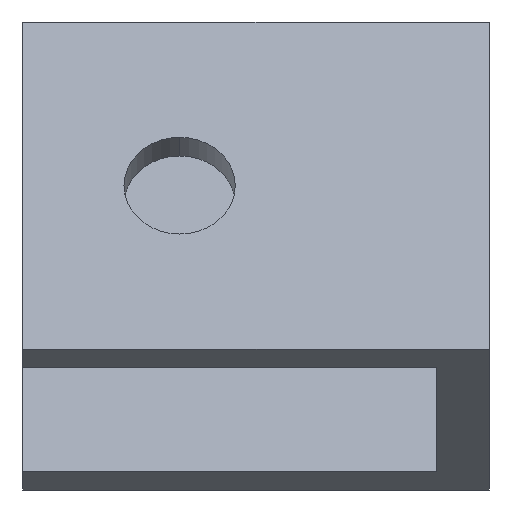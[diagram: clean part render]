
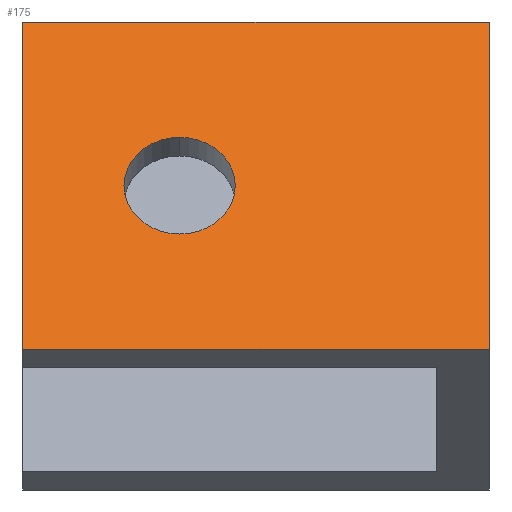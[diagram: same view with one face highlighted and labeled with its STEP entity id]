
A CAD part, top view. The second image highlights one B-rep face of the part: STEP entity #175.
In plain terms, the highlighted planar face has unit normal (0, 0.493, 0.87).
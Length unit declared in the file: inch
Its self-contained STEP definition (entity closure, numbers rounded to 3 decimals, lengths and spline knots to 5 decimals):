
#18 = VERTEX_POINT ( 'NONE', #461 ) ;
#25 = DIRECTION ( 'NONE',  ( 0., 0.87, -0.493 ) ) ;
#47 = LINE ( 'NONE', #242, #388 ) ;
#51 = CARTESIAN_POINT ( 'NONE',  ( 18.45094, 35.52734, -39.73718 ) ) ;
#61 = ORIENTED_EDGE ( 'NONE', *, *, #532, .T. ) ;
#71 = CARTESIAN_POINT ( 'NONE',  ( 18.07594, 35.8032, -39.89336 ) ) ;
#78 = ORIENTED_EDGE ( 'NONE', *, *, #440, .F. ) ;
#83 = DIRECTION ( 'NONE',  ( 0., 0.87, -0.493 ) ) ;
#91 = VECTOR ( 'NONE', #463, 39.37008 ) ;
#99 = ORIENTED_EDGE ( 'NONE', *, *, #600, .F. ) ;
#108 = CARTESIAN_POINT ( 'NONE',  ( 18.07594, 35.02001, -39.44994 ) ) ;
#126 = LINE ( 'NONE', #460, #588 ) ;
#173 = CARTESIAN_POINT ( 'NONE',  ( 19.19094, 35.8032, -39.89336 ) ) ;
#175 = ADVANCED_FACE ( 'NONE', ( #606, #456 ), #177, .T. ) ;
#177 = PLANE ( 'NONE',  #240 ) ;
#231 = VERTEX_POINT ( 'NONE', #376 ) ;
#240 = AXIS2_PLACEMENT_3D ( 'NONE', #514, #361, #467 ) ;
#242 = CARTESIAN_POINT ( 'NONE',  ( 18.07594, 35.8032, -39.89336 ) ) ;
#246 = VERTEX_POINT ( 'NONE', #108 ) ;
#252 = EDGE_CURVE ( 'NONE', #485, #246, #47, .T. ) ;
#264 = LINE ( 'NONE', #173, #368 ) ;
#266 = DIRECTION ( 'NONE',  ( 0., 0.493, 0.87 ) ) ;
#268 = VERTEX_POINT ( 'NONE', #51 ) ;
#304 = CARTESIAN_POINT ( 'NONE',  ( 19.19094, 35.8032, -39.89336 ) ) ;
#316 = LINE ( 'NONE', #552, #91 ) ;
#326 = VERTEX_POINT ( 'NONE', #304 ) ;
#332 = CIRCLE ( 'NONE', #458, 0.133 ) ;
#353 = ORIENTED_EDGE ( 'NONE', *, *, #252, .T. ) ;
#356 = EDGE_LOOP ( 'NONE', ( #482, #61, #490, #353 ) ) ;
#361 = DIRECTION ( 'NONE',  ( 0., 0.493, 0.87 ) ) ;
#368 = VECTOR ( 'NONE', #451, 39.37008 ) ;
#372 = DIRECTION ( 'NONE',  ( 0., 0.493, 0.87 ) ) ;
#376 = CARTESIAN_POINT ( 'NONE',  ( 19.19094, 35.02001, -39.44994 ) ) ;
#378 = CIRCLE ( 'NONE', #589, 0.133 ) ;
#385 = CARTESIAN_POINT ( 'NONE',  ( 18.45094, 35.41161, -39.67165 ) ) ;
#388 = VECTOR ( 'NONE', #435, 39.37008 ) ;
#435 = DIRECTION ( 'NONE',  ( 0., -0.87, 0.493 ) ) ;
#440 = EDGE_CURVE ( 'NONE', #268, #18, #378, .T. ) ;
#451 = DIRECTION ( 'NONE',  ( -1., 0., 0. ) ) ;
#456 = FACE_BOUND ( 'NONE', #491, .T. ) ;
#458 = AXIS2_PLACEMENT_3D ( 'NONE', #385, #372, #576 ) ;
#460 = CARTESIAN_POINT ( 'NONE',  ( 19.19094, 35.8032, -39.89336 ) ) ;
#461 = CARTESIAN_POINT ( 'NONE',  ( 18.45094, 35.29587, -39.60612 ) ) ;
#463 = DIRECTION ( 'NONE',  ( 1., 0., 0. ) ) ;
#467 = DIRECTION ( 'NONE',  ( 0., -0.87, 0.493 ) ) ;
#482 = ORIENTED_EDGE ( 'NONE', *, *, #501, .T. ) ;
#485 = VERTEX_POINT ( 'NONE', #71 ) ;
#490 = ORIENTED_EDGE ( 'NONE', *, *, #524, .T. ) ;
#491 = EDGE_LOOP ( 'NONE', ( #99, #78 ) ) ;
#501 = EDGE_CURVE ( 'NONE', #246, #231, #316, .T. ) ;
#513 = CARTESIAN_POINT ( 'NONE',  ( 18.45094, 35.41161, -39.67165 ) ) ;
#514 = CARTESIAN_POINT ( 'NONE',  ( 0., -8.41301, -14.85957 ) ) ;
#524 = EDGE_CURVE ( 'NONE', #326, #485, #264, .T. ) ;
#532 = EDGE_CURVE ( 'NONE', #231, #326, #126, .T. ) ;
#552 = CARTESIAN_POINT ( 'NONE',  ( 18.07594, 35.02001, -39.44994 ) ) ;
#576 = DIRECTION ( 'NONE',  ( 0., 0.87, -0.493 ) ) ;
#588 = VECTOR ( 'NONE', #25, 39.37008 ) ;
#589 = AXIS2_PLACEMENT_3D ( 'NONE', #513, #266, #83 ) ;
#600 = EDGE_CURVE ( 'NONE', #18, #268, #332, .T. ) ;
#606 = FACE_OUTER_BOUND ( 'NONE', #356, .T. ) ;
